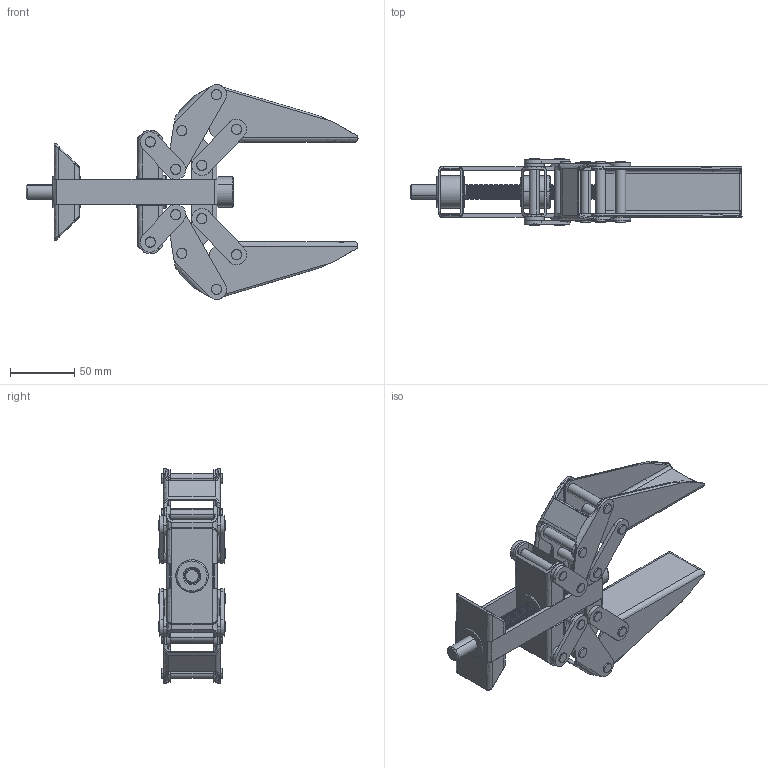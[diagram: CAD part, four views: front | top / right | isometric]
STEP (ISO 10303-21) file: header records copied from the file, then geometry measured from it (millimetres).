
FILE_DESCRIPTION(('FreeCAD Model'),'2;1');
FILE_NAME('Open CASCADE Shape Model','2025-04-17T15:48:46',('FreeCAD'),( 'FreeCAD'),'Open CASCADE STEP processor 7.6','FreeCAD','Unknown');
FILE_SCHEMA(('AUTOMOTIVE_DESIGN { 1 0 10303 214 1 1 1 1 }'));
Products named in the file (1): Open CASCADE STEP translator 7.6 1
Bounding box: 258.25 x 51.6 x 167.08 mm (x, y, z)
Volume: 192300.8 mm3; surface area: 154704.8 mm2
Topology: 38 solids, 38 shells, 1479 faces, 3321 edges, 1911 vertices
Faces by surface type: bspline 1479
Entity records: 80819 total; most frequent: CARTESIAN_POINT 61234, ORIENTED_EDGE 6638, EDGE_CURVE 3319, B_SPLINE_CURVE_WITH_KNOTS 2346, VERTEX_POINT 1911, FACE_BOUND 1606, EDGE_LOOP 1606, ADVANCED_FACE 1479
